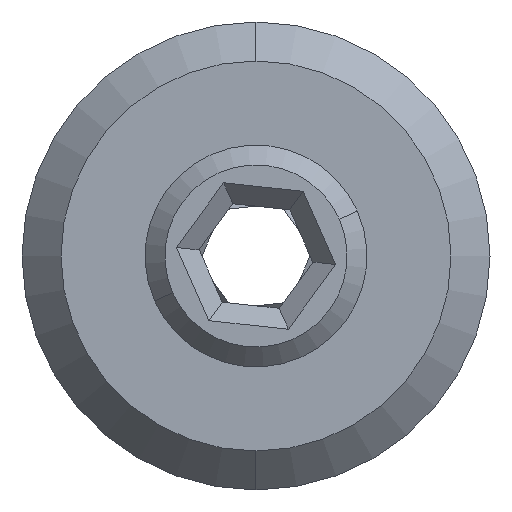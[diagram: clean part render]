
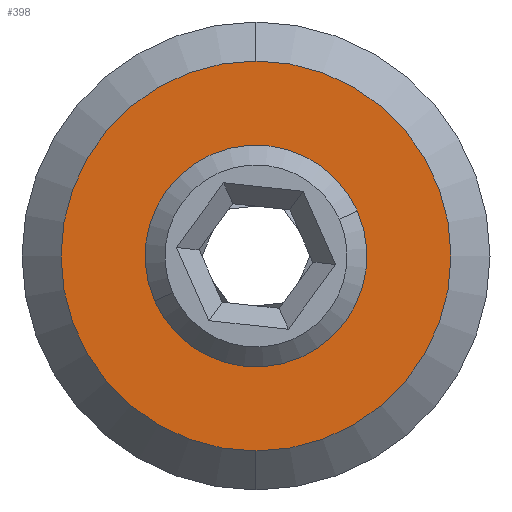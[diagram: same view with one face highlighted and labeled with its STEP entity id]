
A CAD part, left-side view. The second image highlights one B-rep face of the part: STEP entity #398.
In plain terms, the highlighted planar face has unit normal (-1, 0, 0).
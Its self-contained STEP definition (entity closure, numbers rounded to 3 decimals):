
#8 = VERTEX_POINT ( 'NONE', #1436 ) ;
#44 = AXIS2_PLACEMENT_3D ( 'NONE', #164, #181, #186 ) ;
#54 = CIRCLE ( 'NONE', #44, 2.5 ) ;
#133 = DIRECTION ( 'NONE',  ( -1., 0., 0. ) ) ;
#164 = CARTESIAN_POINT ( 'NONE',  ( -12.23, 1.665, 12.7 ) ) ;
#172 = CIRCLE ( 'NONE', #1121, 1.38 ) ;
#181 = DIRECTION ( 'NONE',  ( -1., 0., 0. ) ) ;
#186 = DIRECTION ( 'NONE',  ( 0., 0., -1. ) ) ;
#189 = EDGE_CURVE ( 'NONE', #452, #566, #1348, .T. ) ;
#230 = ORIENTED_EDGE ( 'NONE', *, *, #673, .T. ) ;
#398 = ADVANCED_FACE ( 'NONE', ( #1116, #1806 ), #1283, .F. ) ;
#452 = VERTEX_POINT ( 'NONE', #731 ) ;
#469 = EDGE_CURVE ( 'NONE', #8, #1255, #1423, .T. ) ;
#566 = VERTEX_POINT ( 'NONE', #647 ) ;
#572 = CARTESIAN_POINT ( 'NONE',  ( -12.23, 1.665, 12.7 ) ) ;
#637 = DIRECTION ( 'NONE',  ( 0., 0., -1. ) ) ;
#647 = CARTESIAN_POINT ( 'NONE',  ( -12.23, 1.665, 10.2 ) ) ;
#673 = EDGE_CURVE ( 'NONE', #566, #452, #54, .T. ) ;
#715 = AXIS2_PLACEMENT_3D ( 'NONE', #1202, #1120, #1024 ) ;
#731 = CARTESIAN_POINT ( 'NONE',  ( -12.23, 1.665, 15.2 ) ) ;
#772 = ORIENTED_EDGE ( 'NONE', *, *, #1532, .T. ) ;
#912 = EDGE_LOOP ( 'NONE', ( #230, #1626 ) ) ;
#1024 = DIRECTION ( 'NONE',  ( 0., 0., -1. ) ) ;
#1103 = EDGE_LOOP ( 'NONE', ( #772, #1797 ) ) ;
#1116 = FACE_BOUND ( 'NONE', #1103, .T. ) ;
#1120 = DIRECTION ( 'NONE',  ( 1., 0., 0. ) ) ;
#1121 = AXIS2_PLACEMENT_3D ( 'NONE', #1281, #1820, #1384 ) ;
#1202 = CARTESIAN_POINT ( 'NONE',  ( -12.23, 1.665, 12.7 ) ) ;
#1255 = VERTEX_POINT ( 'NONE', #1554 ) ;
#1281 = CARTESIAN_POINT ( 'NONE',  ( -12.23, 1.665, 12.7 ) ) ;
#1283 = PLANE ( 'NONE',  #1393 ) ;
#1320 = DIRECTION ( 'NONE',  ( 0., 0., -1. ) ) ;
#1348 = CIRCLE ( 'NONE', #1752, 2.5 ) ;
#1384 = DIRECTION ( 'NONE',  ( 0., 0., -1. ) ) ;
#1393 = AXIS2_PLACEMENT_3D ( 'NONE', #1669, #1586, #637 ) ;
#1423 = CIRCLE ( 'NONE', #715, 1.38 ) ;
#1436 = CARTESIAN_POINT ( 'NONE',  ( -12.23, 1.665, 14.08 ) ) ;
#1532 = EDGE_CURVE ( 'NONE', #1255, #8, #172, .T. ) ;
#1554 = CARTESIAN_POINT ( 'NONE',  ( -12.23, 1.665, 11.32 ) ) ;
#1586 = DIRECTION ( 'NONE',  ( 1., 0., 0. ) ) ;
#1626 = ORIENTED_EDGE ( 'NONE', *, *, #189, .T. ) ;
#1669 = CARTESIAN_POINT ( 'NONE',  ( -12.23, 1.665, 12.7 ) ) ;
#1752 = AXIS2_PLACEMENT_3D ( 'NONE', #572, #133, #1320 ) ;
#1797 = ORIENTED_EDGE ( 'NONE', *, *, #469, .T. ) ;
#1806 = FACE_OUTER_BOUND ( 'NONE', #912, .T. ) ;
#1820 = DIRECTION ( 'NONE',  ( 1., 0., 0. ) ) ;
